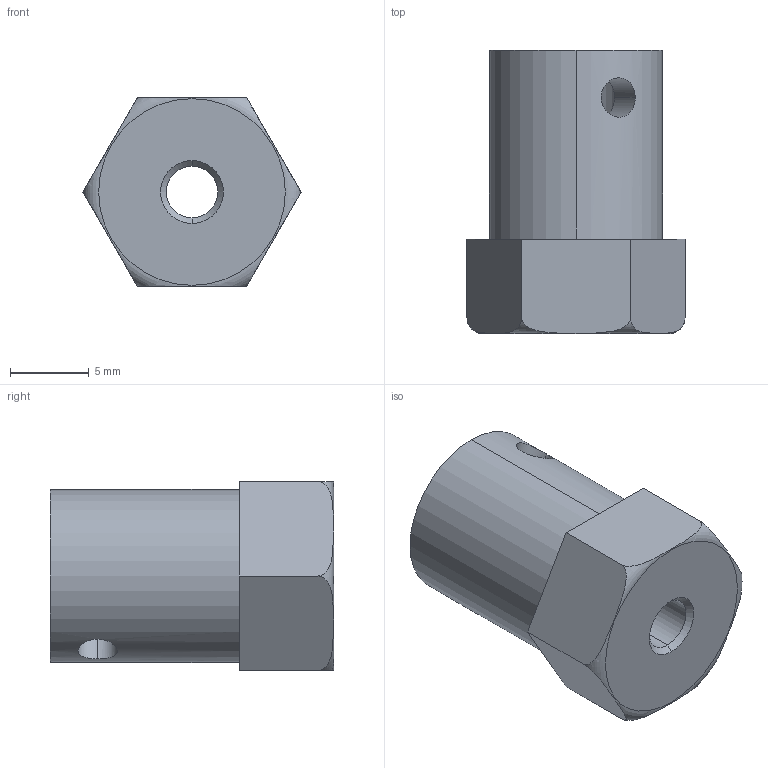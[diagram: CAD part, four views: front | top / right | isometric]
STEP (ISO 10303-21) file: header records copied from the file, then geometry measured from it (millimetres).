
FILE_DESCRIPTION (( 'STEP AP214' ), '1' );
FILE_NAME ('4mm 5mm 6mm Stainless Steel Hex Shaft Coupling, 6 mm.STEP', '2019-01-05T07:03:37', ( '' ), ( '' ), 'SwSTEP 2.0', 'SolidWorks 2018', '' );
FILE_SCHEMA (( 'AUTOMOTIVE_DESIGN' ));
Length unit declared in the file: millimetre
Products named in the file (2): 4mm 5mm 6mm Stainless Steel Hex Shaft Coupling, 6 mm
Bounding box: 13.86 x 18 x 12 mm (x, y, z)
Volume: 1441.4 mm3; surface area: 1209.4 mm2
Topology: 1 solids, 1 shells, 26 faces, 62 edges, 40 vertices
Faces by surface type: cylinder 10, plane 10, cone 4, torus 2
Entity records: 1197 total; most frequent: CARTESIAN_POINT 478, ORIENTED_EDGE 124, DIRECTION 122, EDGE_CURVE 62, AXIS2_PLACEMENT_3D 48, VERTEX_POINT 40, EDGE_LOOP 34, FACE_OUTER_BOUND 26
